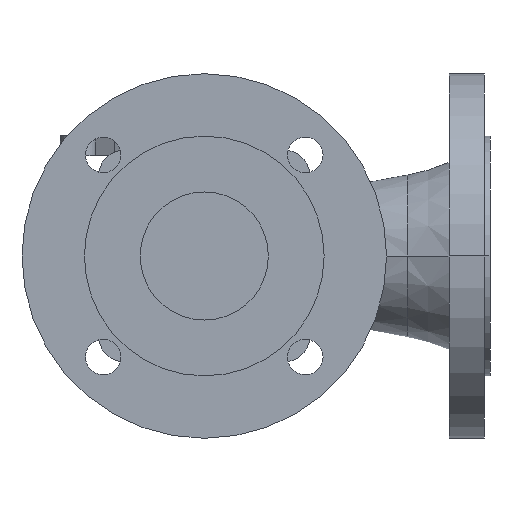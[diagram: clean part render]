
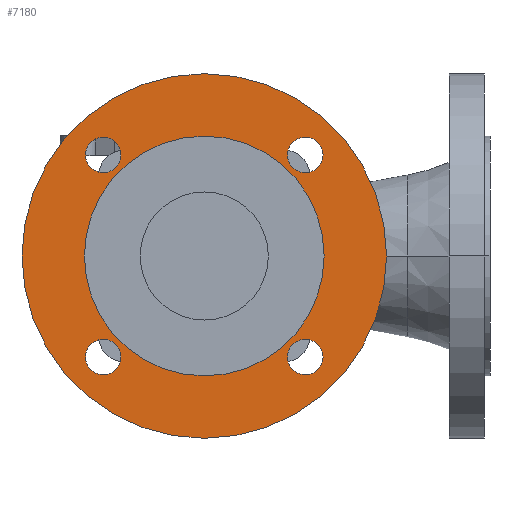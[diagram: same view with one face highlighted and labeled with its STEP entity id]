
A CAD part, front view. The second image highlights one B-rep face of the part: STEP entity #7180.
In plain terms, the highlighted planar face has unit normal (0, -1, 0).
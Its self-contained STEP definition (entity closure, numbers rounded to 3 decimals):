
#3360=CARTESIAN_POINT('',(-60.85,3.,0.)
);
#3370=VERTEX_POINT('',#3360);
#3530=CARTESIAN_POINT('',(60.85,3.,0.));
#3540=VERTEX_POINT('',#3530);
#3570=CARTESIAN_POINT('',(0.,3.,0.));
#3580=DIRECTION('',(0.,-1.,-0.));
#3590=DIRECTION('',(-1.,0.,0.));
#3600=AXIS2_PLACEMENT_3D('',#3570,#3580,#3590);
#3610=CIRCLE('',#3600,60.85);
#3620=EDGE_CURVE('',#3370,#3540,#3610,.T.);
#3760=CARTESIAN_POINT('',(-92.5,3.,0.))
;
#3770=VERTEX_POINT('',#3760);
#3820=CARTESIAN_POINT('',(0.,3.,0.));
#3830=DIRECTION('',(0.,-1.,-0.));
#3840=DIRECTION('',(-1.,0.,0.));
#3850=AXIS2_PLACEMENT_3D('',#3820,#3830,#3840);
#3860=CIRCLE('',#3850,92.5);
#3870=CARTESIAN_POINT('',(92.5,3.,0.));
#3880=VERTEX_POINT('',#3870);
#3890=EDGE_CURVE('',#3770,#3880,#3860,.T.);
#6430=CARTESIAN_POINT('',(-76.675,3.,0.
));
#6440=DIRECTION('',(0.,-1.,-0.));
#6450=DIRECTION('',(-1.,0.,0.));
#6460=AXIS2_PLACEMENT_3D('',#6430,#6440,#6450);
#6470=PLANE('',#6460);
#6480=CARTESIAN_POINT('',(-51.265,3.,
-51.265));
#6490=DIRECTION('',(-0.,1.,0.));
#6500=DIRECTION('',(1.,0.,0.));
#6510=AXIS2_PLACEMENT_3D('',#6480,#6490,#6500);
#6520=CIRCLE('',#6510,9.);
#6530=CARTESIAN_POINT('',(-60.265,3.,
-51.265));
#6540=VERTEX_POINT('',#6530);
#6550=CARTESIAN_POINT('',(-42.265,3.,
-51.265));
#6560=VERTEX_POINT('',#6550);
#6570=EDGE_CURVE('',#6540,#6560,#6520,.T.);
#6580=ORIENTED_EDGE('',*,*,#6570,.T.);
#6590=EDGE_CURVE('',#6560,#6540,#6520,.T.);
#6600=ORIENTED_EDGE('',*,*,#6590,.T.);
#6610=EDGE_LOOP('',(#6600,#6580));
#6620=FACE_BOUND('',#6610,.T.);
#6630=CARTESIAN_POINT('',(-51.265,3.,
51.265));
#6640=DIRECTION('',(-0.,1.,0.));
#6650=DIRECTION('',(1.,0.,0.));
#6660=AXIS2_PLACEMENT_3D('',#6630,#6640,#6650);
#6670=CIRCLE('',#6660,9.);
#6680=CARTESIAN_POINT('',(-42.265,3.,51.265));
#6690=VERTEX_POINT('',#6680);
#6700=CARTESIAN_POINT('',(-60.265,3.,
51.265));
#6710=VERTEX_POINT('',#6700);
#6720=EDGE_CURVE('',#6690,#6710,#6670,.T.);
#6730=ORIENTED_EDGE('',*,*,#6720,.T.);
#6740=EDGE_CURVE('',#6710,#6690,#6670,.T.);
#6750=ORIENTED_EDGE('',*,*,#6740,.T.);
#6760=EDGE_LOOP('',(#6750,#6730));
#6770=FACE_BOUND('',#6760,.T.);
#6780=CARTESIAN_POINT('',(51.265,3.,
51.265));
#6790=DIRECTION('',(-0.,1.,0.));
#6800=DIRECTION('',(1.,0.,0.));
#6810=AXIS2_PLACEMENT_3D('',#6780,#6790,#6800);
#6820=CIRCLE('',#6810,9.);
#6830=CARTESIAN_POINT('',(60.265,3.,51.265));
#6840=VERTEX_POINT('',#6830);
#6850=CARTESIAN_POINT('',(42.265,3.,
51.265));
#6860=VERTEX_POINT('',#6850);
#6870=EDGE_CURVE('',#6840,#6860,#6820,.T.);
#6880=ORIENTED_EDGE('',*,*,#6870,.T.);
#6890=EDGE_CURVE('',#6860,#6840,#6820,.T.);
#6900=ORIENTED_EDGE('',*,*,#6890,.T.);
#6910=EDGE_LOOP('',(#6900,#6880));
#6920=FACE_BOUND('',#6910,.T.);
#6930=CARTESIAN_POINT('',(51.265,3.,
-51.265));
#6940=DIRECTION('',(-0.,1.,0.));
#6950=DIRECTION('',(1.,0.,0.));
#6960=AXIS2_PLACEMENT_3D('',#6930,#6940,#6950);
#6970=CIRCLE('',#6960,9.);
#6980=CARTESIAN_POINT('',(60.265,3.,-51.265));
#6990=VERTEX_POINT('',#6980);
#7000=CARTESIAN_POINT('',(42.265,3.,
-51.265));
#7010=VERTEX_POINT('',#7000);
#7020=EDGE_CURVE('',#6990,#7010,#6970,.T.);
#7030=ORIENTED_EDGE('',*,*,#7020,.T.);
#7040=EDGE_CURVE('',#7010,#6990,#6970,.T.);
#7050=ORIENTED_EDGE('',*,*,#7040,.T.);
#7060=EDGE_LOOP('',(#7050,#7030));
#7070=FACE_BOUND('',#7060,.T.);
#7080=EDGE_CURVE('',#3540,#3370,#3610,.T.);
#7090=ORIENTED_EDGE('',*,*,#7080,.F.);
#7100=ORIENTED_EDGE('',*,*,#3620,.F.);
#7110=EDGE_LOOP('',(#7100,#7090));
#7120=FACE_BOUND('',#7110,.T.);
#7130=ORIENTED_EDGE('',*,*,#3890,.T.);
#7140=EDGE_CURVE('',#3880,#3770,#3860,.T.);
#7150=ORIENTED_EDGE('',*,*,#7140,.T.);
#7160=EDGE_LOOP('',(#7150,#7130));
#7170=FACE_OUTER_BOUND('',#7160,.T.);
#7180=ADVANCED_FACE('',(#6620,#6770,#6920,#7070,#7120,#7170),#6470,.T.);
